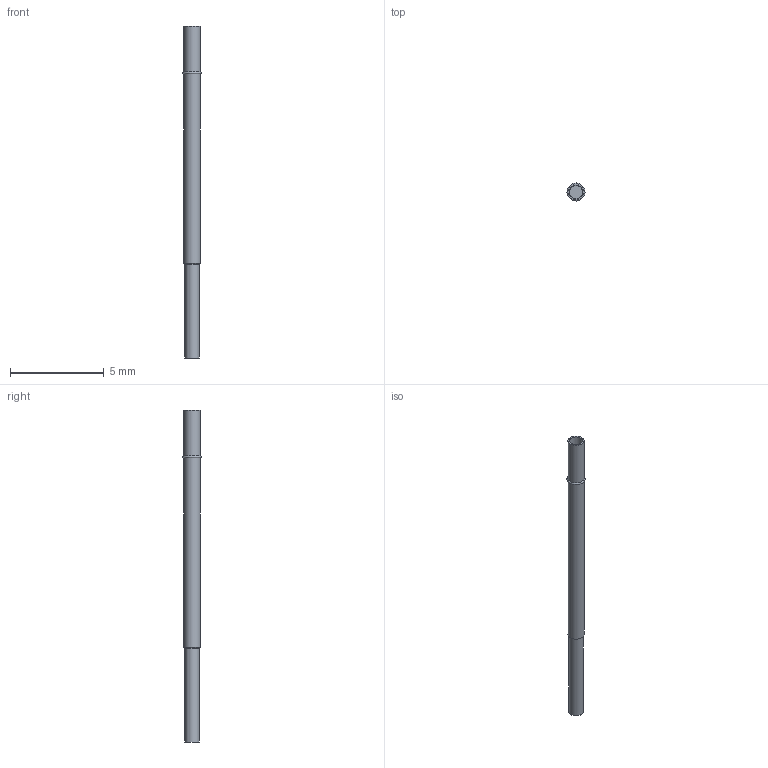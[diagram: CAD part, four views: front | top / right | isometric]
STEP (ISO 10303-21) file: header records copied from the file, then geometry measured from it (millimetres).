
FILE_DESCRIPTION(('FreeCAD Model'),'2;1');
FILE_NAME('P50-S1.step','2019-10-24T21:51:08',('Author' ),(''),'Open CASCADE STEP processor 7.2','FreeCAD','Unknown');
FILE_SCHEMA(('AUTOMOTIVE_DESIGN { 1 0 10303 214 1 1 1 1 }'));
Length unit declared in the file: millimetre
Products named in the file (1): P50_Receptacle
Bounding box: 0.97 x 0.97 x 17.7 mm (x, y, z)
Volume: 5.1 mm3; surface area: 73.1 mm2
Topology: 1 solids, 1 shells, 9 faces, 22 edges, 16 vertices
Faces by surface type: cylinder 4, plane 3, cone 1, torus 1
Full cylindrical faces by diameter (mm): 0.7 x1, 0.75 x1, 0.86 x2
Entity records: 306 total; most frequent: DIRECTION 59, CARTESIAN_POINT 48, ORIENTED_EDGE 44, AXIS2_PLACEMENT_3D 27, EDGE_CURVE 22, CIRCLE 17, VERTEX_POINT 16, FACE_BOUND 10
